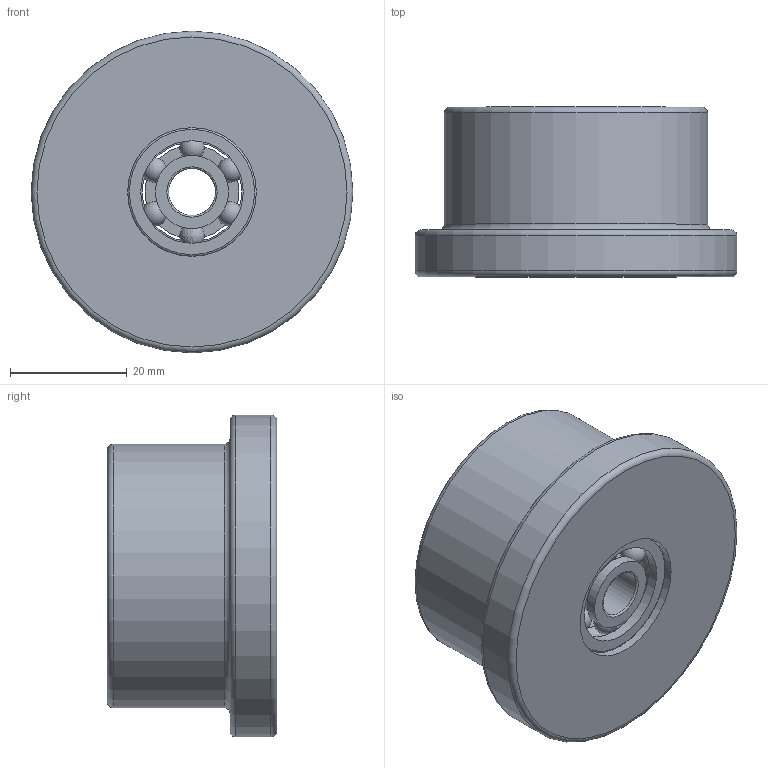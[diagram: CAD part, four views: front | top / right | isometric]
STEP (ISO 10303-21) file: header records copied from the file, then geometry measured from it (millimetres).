
FILE_DESCRIPTION((''),'2;1');
FILE_NAME('SZ2422S_A.stp','2013-08-30T07:13:04',('janine behrens'),(''),'Autodesk Inventor 2012','Autodesk Inventor 2012','');
FILE_SCHEMA(('AUTOMOTIVE_DESIGN { 1 0 10303 214 1 1 1 1 }'));
Length unit declared in the file: millimetre
Products named in the file (4): SZ2422S_A; MK2402422-A; MK2300041_A; ME2108168_A
Assembly tree (4 placements, depth 2):
  SZ2422S_A
    MK2402422-A
    MK2300041_A  x2
    ME2108168_A
Bounding box: 55 x 29 x 55 mm (x, y, z)
Volume: 46494.5 mm3; surface area: 15295.3 mm2
Topology: 4 solids, 4 shells, 86 faces, 270 edges, 175 vertices
Faces by surface type: torus 38, cylinder 19, plane 15, sphere 12, cone 2
Full cylindrical faces by diameter (mm): 8 x2, 8.5 x1, 12.48 x4, 16 x1, 17 x1, 17.52 x4, 22 x4, 45 x1, 55 x1
Entity records: 2170 total; most frequent: CARTESIAN_POINT 886, DIRECTION 240, ORIENTED_EDGE 212, AXIS2_PLACEMENT_3D 120, EDGE_CURVE 106, EDGE_LOOP 96, VERTEX_POINT 82, CIRCLE 58
